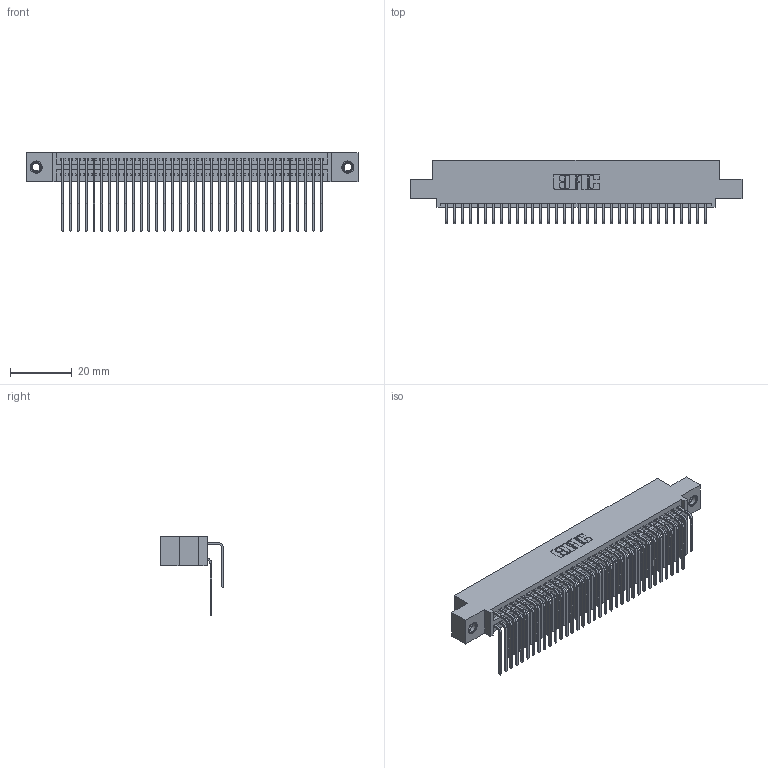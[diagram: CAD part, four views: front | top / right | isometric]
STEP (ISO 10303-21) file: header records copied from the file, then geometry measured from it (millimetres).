
FILE_DESCRIPTION (( 'STEP AP203' ), '1' );
FILE_NAME ('345-068-559-507.STEP', '2019-10-30T23:09:28', ( '' ), ( '' ), 'SwSTEP 2.0', 'SolidWorks 2016', '' );
FILE_SCHEMA (( 'CONFIG_CONTROL_DESIGN' ));
Length unit declared in the file: inch
Products named in the file (5): 345-068-559-507; 345-292-001_558 559 Tail - 1; 345-250-001_345-250-005-103; 345-292-001_559 Tail - 2; 345 Part_0.110 Offset - 0.156 Dia-TI
Assembly tree (71 placements, depth 2):
  345-068-559-507
    345 Part_0.110 Offset - 0.156 Dia-TI
    345-292-001_558 559 Tail - 1  x34
    345-292-001_559 Tail - 2  x34
    345-250-001_345-250-005-103  x2
Bounding box: 107.57 x 20.56 x 25.53 mm (x, y, z)
Volume: 10680.5 mm3; surface area: 17597.9 mm2
Topology: 71 solids, 71 shells, 3726 faces, 11029 edges, 7254 vertices
Faces by surface type: plane 2496, cylinder 1214, cone 12, torus 4
Entity records: 30724 total; most frequent: CARTESIAN_POINT 5186, ORIENTED_EDGE 5062, DIRECTION 4581, EDGE_CURVE 2531, VECTOR 2203, LINE 2203, VERTEX_POINT 1680, AXIS2_PLACEMENT_3D 1189
